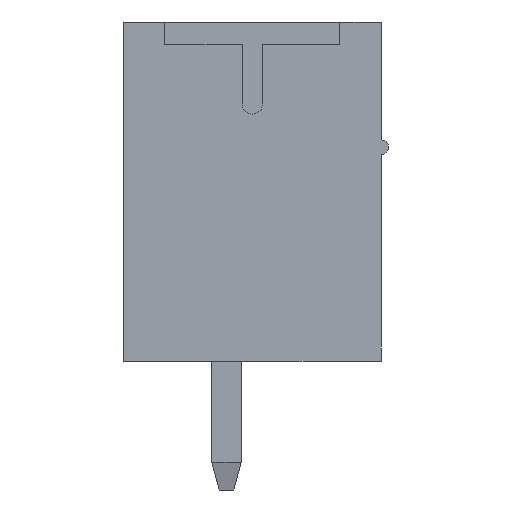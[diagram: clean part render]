
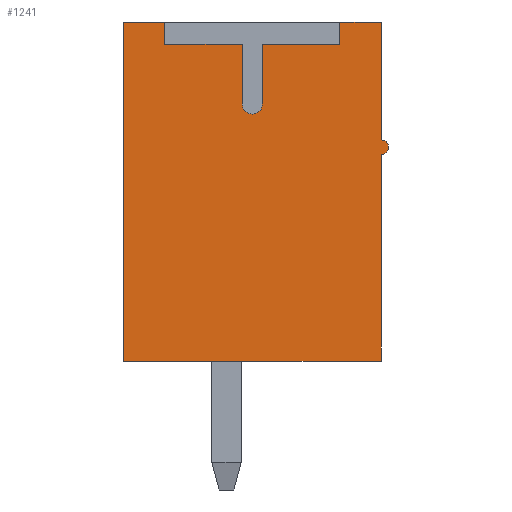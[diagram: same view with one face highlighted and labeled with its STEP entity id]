
A CAD part, left-side view. The second image highlights one B-rep face of the part: STEP entity #1241.
In plain terms, the highlighted planar face has unit normal (-1, 0, 0).
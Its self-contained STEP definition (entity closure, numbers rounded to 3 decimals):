
#1241 = ADVANCED_FACE( '', ( #2769 ), #2770, .F. );
#2769 = FACE_OUTER_BOUND( '', #4639, .T. );
#2770 = PLANE( '', #4640 );
#4639 = EDGE_LOOP( '', ( #7942, #7943, #7944, #7945, #7946, #7947, #7948, #7949, #7950, #7951, #7952, #7953, #7954, #7955 ) );
#4640 = AXIS2_PLACEMENT_3D( '', #7956, #7957, #7958 );
#7942 = ORIENTED_EDGE( '', *, *, #11629, .T. );
#7943 = ORIENTED_EDGE( '', *, *, #12754, .T. );
#7944 = ORIENTED_EDGE( '', *, *, #12668, .T. );
#7945 = ORIENTED_EDGE( '', *, *, #12755, .T. );
#7946 = ORIENTED_EDGE( '', *, *, #12410, .T. );
#7947 = ORIENTED_EDGE( '', *, *, #11960, .T. );
#7948 = ORIENTED_EDGE( '', *, *, #11990, .T. );
#7949 = ORIENTED_EDGE( '', *, *, #12756, .T. );
#7950 = ORIENTED_EDGE( '', *, *, #12757, .T. );
#7951 = ORIENTED_EDGE( '', *, *, #12758, .T. );
#7952 = ORIENTED_EDGE( '', *, *, #12759, .T. );
#7953 = ORIENTED_EDGE( '', *, *, #12051, .T. );
#7954 = ORIENTED_EDGE( '', *, *, #12497, .T. );
#7955 = ORIENTED_EDGE( '', *, *, #12588, .T. );
#7956 = CARTESIAN_POINT( '', ( -25.21, 0., 2.375 ) );
#7957 = DIRECTION( '', ( 1., 0., 0. ) );
#7958 = DIRECTION( '', ( 0., 0., -1. ) );
#11629 = EDGE_CURVE( '', #14006, #14007, #14008, .T. );
#11960 = EDGE_CURVE( '', #14593, #14591, #14594, .T. );
#11990 = EDGE_CURVE( '', #14591, #14639, #14641, .T. );
#12051 = EDGE_CURVE( '', #14748, #14749, #14750, .T. );
#12410 = EDGE_CURVE( '', #15343, #14593, #15344, .T. );
#12497 = EDGE_CURVE( '', #14749, #15477, #15478, .T. );
#12588 = EDGE_CURVE( '', #15477, #14006, #15626, .F. );
#12668 = EDGE_CURVE( '', #15749, #15747, #15750, .T. );
#12754 = EDGE_CURVE( '', #14007, #15749, #15882, .T. );
#12755 = EDGE_CURVE( '', #15747, #15343, #15883, .T. );
#12756 = EDGE_CURVE( '', #14639, #15884, #15885, .T. );
#12757 = EDGE_CURVE( '', #15884, #15886, #15887, .T. );
#12758 = EDGE_CURVE( '', #15886, #15888, #15889, .T. );
#12759 = EDGE_CURVE( '', #15888, #14748, #15890, .T. );
#14006 = VERTEX_POINT( '', #17491 );
#14007 = VERTEX_POINT( '', #17492 );
#14008 = LINE( '', #17493, #17494 );
#14591 = VERTEX_POINT( '', #18328 );
#14593 = VERTEX_POINT( '', #18331 );
#14594 = CIRCLE( '', #18332, 0.275 );
#14639 = VERTEX_POINT( '', #18398 );
#14641 = LINE( '', #18401, #18402 );
#14748 = VERTEX_POINT( '', #18557 );
#14749 = VERTEX_POINT( '', #18558 );
#14750 = LINE( '', #18559, #18560 );
#15343 = VERTEX_POINT( '', #19433 );
#15344 = LINE( '', #19434, #19435 );
#15477 = VERTEX_POINT( '', #19627 );
#15478 = LINE( '', #19628, #19629 );
#15626 = CIRCLE( '', #19842, 0.2 );
#15747 = VERTEX_POINT( '', #20015 );
#15749 = VERTEX_POINT( '', #20018 );
#15750 = LINE( '', #20019, #20020 );
#15882 = LINE( '', #20214, #20215 );
#15883 = LINE( '', #20216, #20217 );
#15884 = VERTEX_POINT( '', #20218 );
#15885 = LINE( '', #20219, #20220 );
#15886 = VERTEX_POINT( '', #20221 );
#15887 = LINE( '', #20222, #20223 );
#15888 = VERTEX_POINT( '', #20224 );
#15889 = LINE( '', #20225, #20226 );
#15890 = LINE( '', #20227, #20228 );
#17491 = CARTESIAN_POINT( '', ( -25.21, -3.5, 1.4 ) );
#17492 = CARTESIAN_POINT( '', ( -25.21, -3.5, 4.6 ) );
#17493 = CARTESIAN_POINT( '', ( -25.21, -3.5, 1.4 ) );
#17494 = VECTOR( '', #22204, 1000. );
#18328 = CARTESIAN_POINT( '', ( -25.21, 0.275, 2.375 ) );
#18331 = CARTESIAN_POINT( '', ( -25.21, -0.275, 2.375 ) );
#18332 = AXIS2_PLACEMENT_3D( '', #22514, #22515, #22516 );
#18398 = CARTESIAN_POINT( '', ( -25.21, 0.275, 4. ) );
#18401 = CARTESIAN_POINT( '', ( -25.21, 0.275, 2.375 ) );
#18402 = VECTOR( '', #22542, 1000. );
#18557 = CARTESIAN_POINT( '', ( -25.21, 3.5, -4.6 ) );
#18558 = CARTESIAN_POINT( '', ( -25.21, -3.5, -4.6 ) );
#18559 = CARTESIAN_POINT( '', ( -25.21, 3.5, -4.6 ) );
#18560 = VECTOR( '', #22597, 1000. );
#19433 = CARTESIAN_POINT( '', ( -25.21, -0.275, 4. ) );
#19434 = CARTESIAN_POINT( '', ( -25.21, -0.275, 4. ) );
#19435 = VECTOR( '', #22929, 1000. );
#19627 = CARTESIAN_POINT( '', ( -25.21, -3.5, 1. ) );
#19628 = CARTESIAN_POINT( '', ( -25.21, -3.5, -4.6 ) );
#19629 = VECTOR( '', #23013, 1000. );
#19842 = AXIS2_PLACEMENT_3D( '', #23103, #23104, #23105 );
#20015 = CARTESIAN_POINT( '', ( -25.21, -2.375, 4. ) );
#20018 = CARTESIAN_POINT( '', ( -25.21, -2.375, 4.6 ) );
#20019 = CARTESIAN_POINT( '', ( -25.21, -2.375, 4.6 ) );
#20020 = VECTOR( '', #23180, 1000. );
#20214 = CARTESIAN_POINT( '', ( -25.21, -3.871, 4.6 ) );
#20215 = VECTOR( '', #23258, 1000. );
#20216 = CARTESIAN_POINT( '', ( -25.21, -2.375, 4. ) );
#20217 = VECTOR( '', #23259, 1000. );
#20218 = CARTESIAN_POINT( '', ( -25.21, 2.375, 4. ) );
#20219 = CARTESIAN_POINT( '', ( -25.21, 0.275, 4. ) );
#20220 = VECTOR( '', #23260, 1000. );
#20221 = CARTESIAN_POINT( '', ( -25.21, 2.375, 4.6 ) );
#20222 = CARTESIAN_POINT( '', ( -25.21, 2.375, 4. ) );
#20223 = VECTOR( '', #23261, 1000. );
#20224 = CARTESIAN_POINT( '', ( -25.21, 3.5, 4.6 ) );
#20225 = CARTESIAN_POINT( '', ( -25.21, 2.375, 4.6 ) );
#20226 = VECTOR( '', #23262, 1000. );
#20227 = CARTESIAN_POINT( '', ( -25.21, 3.5, 4.6 ) );
#20228 = VECTOR( '', #23263, 1000. );
#22204 = DIRECTION( '', ( 0., 0., 1. ) );
#22514 = CARTESIAN_POINT( '', ( -25.21, 0., 2.375 ) );
#22515 = DIRECTION( '', ( 1., 0., 0. ) );
#22516 = DIRECTION( '', ( 0., -1., 0. ) );
#22542 = DIRECTION( '', ( 0., 0., 1. ) );
#22597 = DIRECTION( '', ( 0., -1., 0. ) );
#22929 = DIRECTION( '', ( 0., 0., -1. ) );
#23013 = DIRECTION( '', ( 0., 0., 1. ) );
#23103 = CARTESIAN_POINT( '', ( -25.21, -3.5, 1.2 ) );
#23104 = DIRECTION( '', ( 1., 0., 0. ) );
#23105 = DIRECTION( '', ( 0., 0., -1. ) );
#23180 = DIRECTION( '', ( 0., 0., -1. ) );
#23258 = DIRECTION( '', ( 0., 1., 0. ) );
#23259 = DIRECTION( '', ( 0., 1., 0. ) );
#23260 = DIRECTION( '', ( 0., 1., 0. ) );
#23261 = DIRECTION( '', ( 0., 0., 1. ) );
#23262 = DIRECTION( '', ( 0., 1., 0. ) );
#23263 = DIRECTION( '', ( 0., 0., -1. ) );
